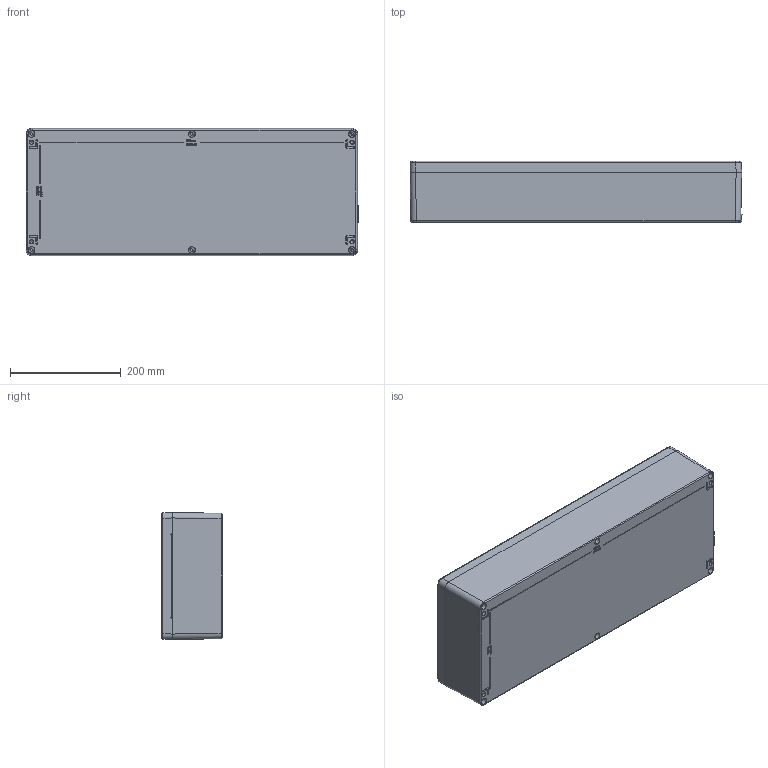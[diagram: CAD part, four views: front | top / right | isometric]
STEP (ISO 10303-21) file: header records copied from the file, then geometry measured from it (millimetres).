
FILE_DESCRIPTION (( 'STEP AP214' ), '1' );
FILE_NAME ('25236011.STEP', '2012-06-14T07:19:34', ( ' ' ), ( '' ), 'SwSTEP 2.0', 'SolidWorks 2011', '' );
FILE_SCHEMA (( 'AUTOMOTIVE_DESIGN' ));
Products named in the file (11): 92441; 83171; 95947; 92081; 01236011_Ex Ausführung; 82015; 93134; 04064; 03064; 25236011
Assembly tree (15 placements, depth 4):
  25236011
    92441
    01236011_Ex Ausführung
      93134  x6
      03064
      04064
        04064
      82015
    95947
    83171
    92081
Bounding box: 600.67 x 111 x 230 mm (x, y, z)
Volume: 2548436.6 mm3; surface area: 935532.8 mm2
Topology: 13 solids, 13 shells, 1726 faces, 4190 edges, 2551 vertices
Faces by surface type: bspline 532, plane 488, cylinder 318, cone 198, torus 190
Entity records: 77918 total; most frequent: CARTESIAN_POINT 44609, ORIENTED_EDGE 7538, DIRECTION 5793, EDGE_CURVE 3769, VERTEX_POINT 2301, AXIS2_PLACEMENT_3D 2216, EDGE_LOOP 1696, FACE_OUTER_BOUND 1571
